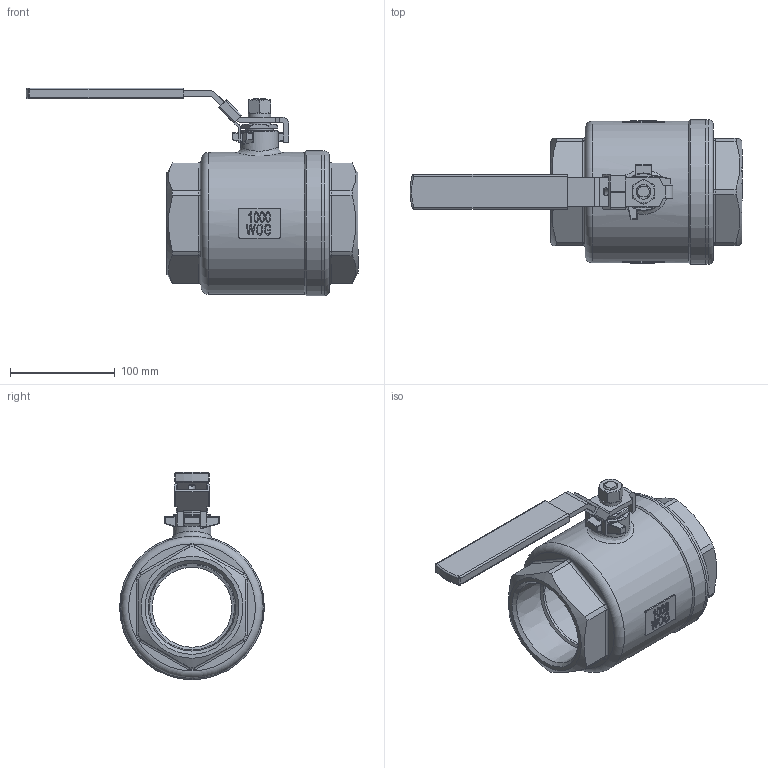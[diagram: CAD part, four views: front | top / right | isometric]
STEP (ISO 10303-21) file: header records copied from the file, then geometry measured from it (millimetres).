
FILE_DESCRIPTION(('STEP AP214'),'1');
FILE_NAME(' 3.stp','2022-06-21T07:01:00',(' '),(' '),'Spatial InterOp 3D',' ',' ');
FILE_SCHEMA(('AUTOMOTIVE_DESIGN { 1 0 10303 214 1 1 1 1 }'));
Length unit declared in the file: millimetre
Products named in the file (13): 2PC_____ 3"; 阀盖; 密封垫圈; 阀杆; 止推垫圈; 填料; 压紧螺母; 手柄; 手柄套; 锁块; 弹簧垫圈; 螺母; 阀体
Assembly tree (12 placements, depth 2):
  2PC_____ 3"
    阀盖
    密封垫圈
    阀杆
    止推垫圈
    填料
    压紧螺母
    手柄
    手柄套
    锁块
    弹簧垫圈
    螺母
    阀体
Bounding box: 316.3 x 138 x 197.7 mm (x, y, z)
Volume: 848570.6 mm3; surface area: 253309.8 mm2
Topology: 14 solids, 14 shells, 956 faces, 2543 edges, 1632 vertices
Faces by surface type: plane 739, cylinder 123, cone 49, torus 23, sphere 21, bspline 1
Full cylindrical faces by diameter (mm): 7.5 x1, 14 x1, 20 x4, 20.2 x1, 20.6 x2, 25 x2, 26 x2, 26.3 x3, 26.5 x1, 28 x1, 36 x1, 76 x2, 108 x2, 117 x1, 122 x1, 123.9 x1, 125.1 x1, 126 x1, 126.3 x1, 130.2 x1, 131 x1, 135 x1, 138 x2
Entity records: 38437 total; most frequent: CARTESIAN_POINT 7175, ORIENTED_EDGE 4888, DIRECTION 4574, EDGE_CURVE 2444, LINE 2044, VECTOR 2044, VERTEX_POINT 1626, AXIS2_PLACEMENT_3D 1265
